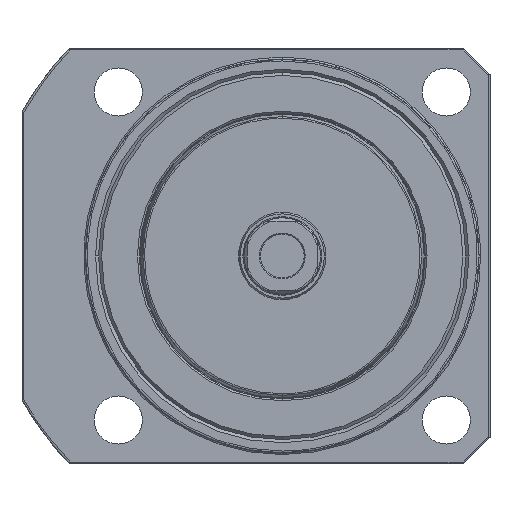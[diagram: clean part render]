
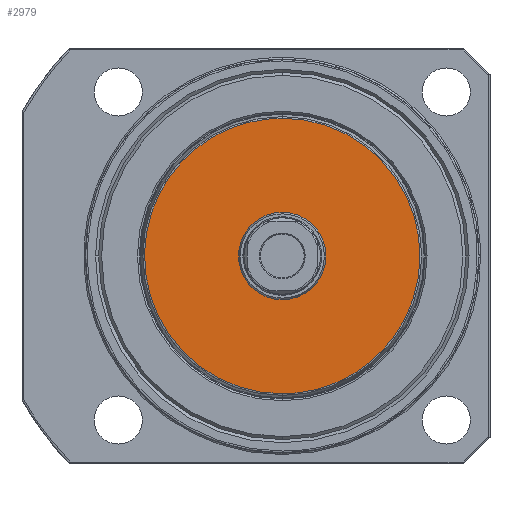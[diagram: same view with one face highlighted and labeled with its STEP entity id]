
A CAD part, front view. The second image highlights one B-rep face of the part: STEP entity #2979.
In plain terms, the highlighted planar face has unit normal (0, -1, 0).
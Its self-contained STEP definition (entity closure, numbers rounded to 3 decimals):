
#683 = CIRCLE ( 'NONE', #8312, 10. ) ;
#699 = CIRCLE ( 'NONE', #8305, 10. ) ;
#1493 =( BOUNDED_CURVE ( )  B_SPLINE_CURVE ( 3, ( #7628, #7641, #7645, #7646 ),
 .UNSPECIFIED., .F., .T. ) 
 B_SPLINE_CURVE_WITH_KNOTS ( ( 4, 4 ),
 ( 0., 1. ),
 .UNSPECIFIED. ) 
 CURVE ( )  GEOMETRIC_REPRESENTATION_ITEM ( )  RATIONAL_B_SPLINE_CURVE ( ( 1., 0.333, 0.333, 1. ) ) 
 REPRESENTATION_ITEM ( '' )  );
#1510 =( BOUNDED_CURVE ( )  B_SPLINE_CURVE ( 3, ( #7703, #7704, #7709, #7710 ),
 .UNSPECIFIED., .F., .F. ) 
 B_SPLINE_CURVE_WITH_KNOTS ( ( 4, 4 ),
 ( 0., 1. ),
 .UNSPECIFIED. ) 
 CURVE ( )  GEOMETRIC_REPRESENTATION_ITEM ( )  RATIONAL_B_SPLINE_CURVE ( ( 1., 0.333, 0.333, 1. ) ) 
 REPRESENTATION_ITEM ( '' )  );
#2230 = VERTEX_POINT ( 'NONE', #5220 ) ;
#2239 = VERTEX_POINT ( 'NONE', #5204 ) ;
#2243 = VERTEX_POINT ( 'NONE', #5200 ) ;
#2331 = ORIENTED_EDGE ( 'NONE', *, *, #4405, .F. ) ;
#2332 = ORIENTED_EDGE ( 'NONE', *, *, #4427, .F. ) ;
#2342 = ORIENTED_EDGE ( 'NONE', *, *, #4426, .F. ) ;
#2344 = ORIENTED_EDGE ( 'NONE', *, *, #4415, .F. ) ;
#2619 = DIRECTION ( 'NONE',  ( 0., 0., 1. ) ) ;
#2620 = DIRECTION ( 'NONE',  ( 0., 1., 0. ) ) ;
#2623 = PLANE ( 'NONE',  #8094 ) ;
#2724 = CARTESIAN_POINT ( 'NONE',  ( 31.772, 0., 0. ) ) ;
#2979 = ADVANCED_FACE ( 'NONE', ( #5455, #5481 ), #2623, .F. ) ;
#3862 = EDGE_LOOP ( 'NONE', ( #2332, #2331 ) ) ;
#3879 = EDGE_LOOP ( 'NONE', ( #2344, #2342 ) ) ;
#4405 = EDGE_CURVE ( 'NONE', #2239, #2243, #1493, .T. ) ;
#4415 = EDGE_CURVE ( 'NONE', #2230, #4992, #699, .T. ) ;
#4426 = EDGE_CURVE ( 'NONE', #4992, #2230, #683, .T. ) ;
#4427 = EDGE_CURVE ( 'NONE', #2243, #2239, #1510, .T. ) ;
#4992 = VERTEX_POINT ( 'NONE', #7824 ) ;
#5200 = CARTESIAN_POINT ( 'NONE',  ( 0., 0., 31.492 ) ) ;
#5204 = CARTESIAN_POINT ( 'NONE',  ( 0., 0., -31.492 ) ) ;
#5220 = CARTESIAN_POINT ( 'NONE',  ( 0., 0., 10. ) ) ;
#5455 = FACE_OUTER_BOUND ( 'NONE', #3862, .T. ) ;
#5481 = FACE_BOUND ( 'NONE', #3879, .T. ) ;
#7628 = CARTESIAN_POINT ( 'NONE',  ( 0., 0., -31.492 ) ) ;
#7641 = CARTESIAN_POINT ( 'NONE',  ( -62.984, 0., -31.492 ) ) ;
#7645 = CARTESIAN_POINT ( 'NONE',  ( -62.984, 0., 31.492 ) ) ;
#7646 = CARTESIAN_POINT ( 'NONE',  ( 0., 0., 31.492 ) ) ;
#7673 = CARTESIAN_POINT ( 'NONE',  ( 0., 0., 0. ) ) ;
#7674 = DIRECTION ( 'NONE',  ( 0., -1., 0. ) ) ;
#7675 = DIRECTION ( 'NONE',  ( 0., 0., 1. ) ) ;
#7703 = CARTESIAN_POINT ( 'NONE',  ( 0., 0., 31.492 ) ) ;
#7704 = CARTESIAN_POINT ( 'NONE',  ( 62.984, 0., 31.492 ) ) ;
#7705 = CARTESIAN_POINT ( 'NONE',  ( 0., 0., 0. ) ) ;
#7706 = DIRECTION ( 'NONE',  ( 0., -1., 0. ) ) ;
#7707 = DIRECTION ( 'NONE',  ( 0., 0., 1. ) ) ;
#7709 = CARTESIAN_POINT ( 'NONE',  ( 62.984, 0., -31.492 ) ) ;
#7710 = CARTESIAN_POINT ( 'NONE',  ( 0., 0., -31.492 ) ) ;
#7824 = CARTESIAN_POINT ( 'NONE',  ( 0., 0., -10. ) ) ;
#8094 = AXIS2_PLACEMENT_3D ( 'NONE', #2724, #2620, #2619 ) ;
#8305 = AXIS2_PLACEMENT_3D ( 'NONE', #7673, #7674, #7675 ) ;
#8312 = AXIS2_PLACEMENT_3D ( 'NONE', #7705, #7706, #7707 ) ;
